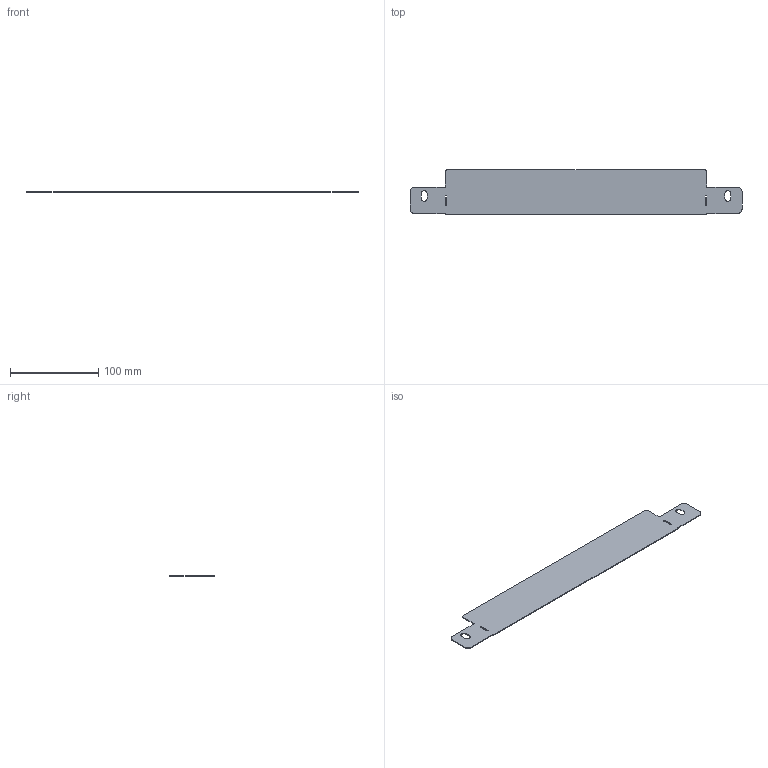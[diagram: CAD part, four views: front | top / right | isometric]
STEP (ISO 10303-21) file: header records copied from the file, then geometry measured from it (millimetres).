
FILE_DESCRIPTION(/* description */ (''),/* implementation_level */ '2;1');
FILE_NAME(/* name */ 'PDUplus 50x300.ipt.stp',/* time_stamp */ '2023-05-23T18:23:54+03:00',/* author */ ('Тележкин К.С.'),/* organization */ (''),/* preprocessor_version */ 'ST-DEVELOPER v19.2',/* originating_system */ 'Autodesk Inventor 2023',/* authorisation */ '');
FILE_SCHEMA (('AUTOMOTIVE_DESIGN { 1 0 10303 214 3 1 1 }'));
Length unit declared in the file: millimetre
Products named in the file (1): Переходник универсальный 
50х300
Bounding box: 377 x 51 x 1 mm (x, y, z)
Volume: 17328.4 mm3; surface area: 35618.2 mm2
Topology: 1 solids, 1 shells, 36 faces, 102 edges, 68 vertices
Faces by surface type: plane 22, cylinder 14
Entity records: 1269 total; most frequent: CARTESIAN_POINT 207, ORIENTED_EDGE 204, DIRECTION 204, EDGE_CURVE 102, LINE 74, VECTOR 74, VERTEX_POINT 68, AXIS2_PLACEMENT_3D 65
